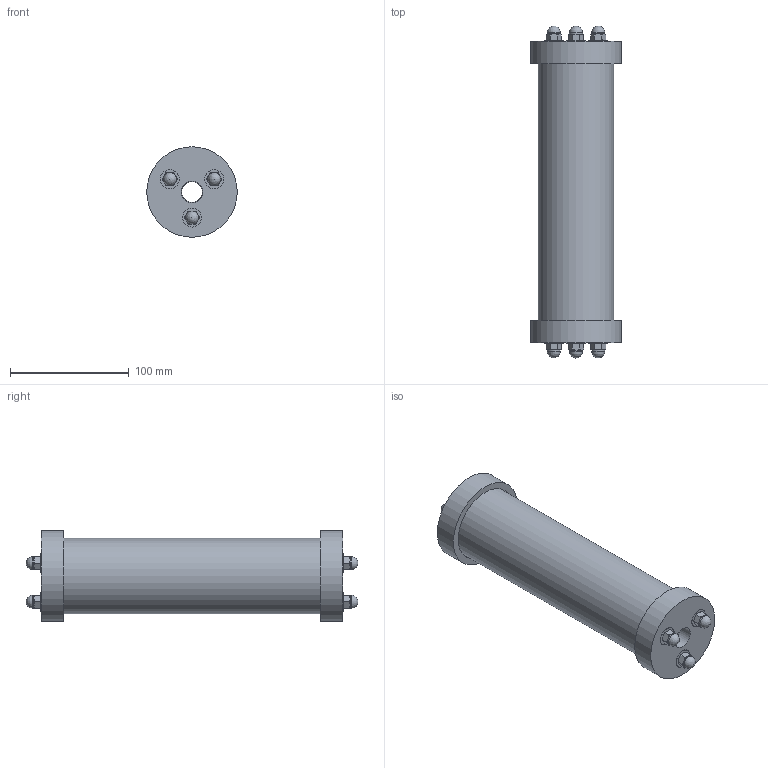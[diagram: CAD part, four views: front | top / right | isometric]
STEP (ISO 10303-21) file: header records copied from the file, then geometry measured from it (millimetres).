
FILE_DESCRIPTION((''),'2;1');
FILE_NAME('ACS#2-100-GCV_R0.iam.stp','2016-10-13T12:39:57',(''),(''),'Autodesk Inventor 2009','Autodesk Inventor 2009','');
FILE_SCHEMA(('AUTOMOTIVE_DESIGN { 1 0 10303 214 1 1 1 1 }'));
Length unit declared in the file: inch
Products named in the file (7): ACS#2-100-GCV_R0; ACS-3-100-POLY_R3; ACS-2-100-PC_R6; ACS-1-100-A_R0; ACS-6-100_R6B; TVW-10-25; TVN-9-25
Assembly tree (19 placements, depth 2):
  ACS#2-100-GCV_R0
    ACS-3-100-POLY_R3  x2
    ACS-2-100-PC_R6
    ACS-1-100-A_R0
    ACS-6-100_R6B  x3
    TVW-10-25  x6
    TVN-9-25  x6
Bounding box: 76.2 x 279.4 x 76.2 mm (x, y, z)
Volume: 328492.2 mm3; surface area: 185572.6 mm2
Topology: 19 solids, 19 shells, 429 faces, 1135 edges, 752 vertices
Faces by surface type: bspline 348, cylinder 41, plane 38, cone 2
Full cylindrical faces by diameter (mm): 4.763 x3, 5.105 x6, 7.137 x6, 15.875 x6, 23.622 x2, 27.203 x1, 29.997 x1, 30.988 x2, 55.88 x2, 57.15 x1, 63.5 x1, 64.77 x2, 76.2 x2
Entity records: 5206 total; most frequent: CARTESIAN_POINT 3117, ORIENTED_EDGE 398, DIRECTION 283, EDGE_CURVE 199, VERTEX_POINT 144, EDGE_LOOP 129, AXIS2_PLACEMENT_3D 106, FACE_OUTER_BOUND 91
